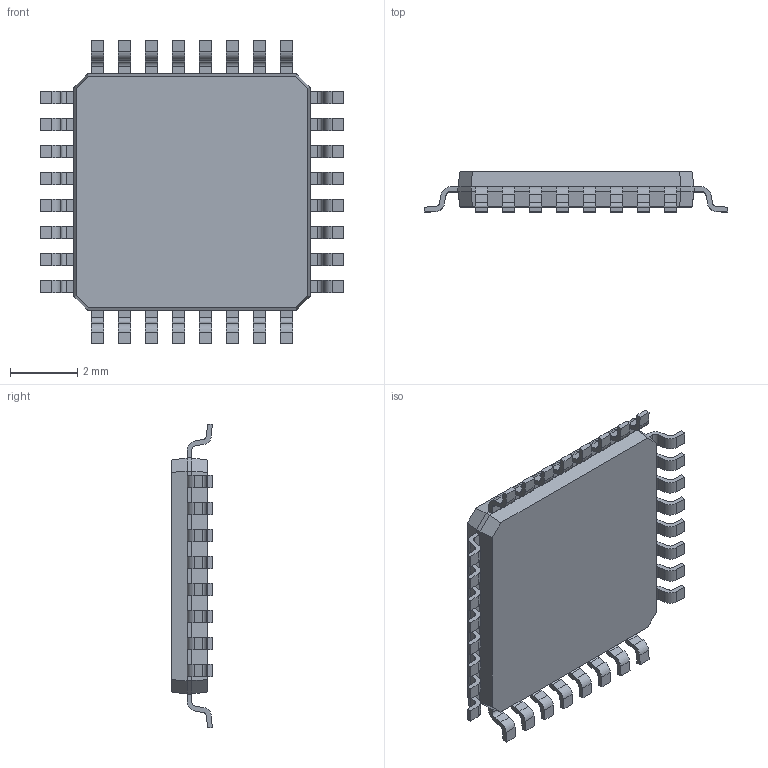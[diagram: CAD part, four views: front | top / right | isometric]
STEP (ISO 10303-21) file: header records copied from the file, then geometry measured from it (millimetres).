
FILE_DESCRIPTION (( 'STEP AP214' ), '1' );
FILE_NAME ('PJT32.STEP', '2020-08-12T02:19:03', ( '' ), ( '' ), 'SwSTEP 2.0', 'SolidWorks 2017', '' );
FILE_SCHEMA (( 'AUTOMOTIVE_DESIGN' ));
Length unit declared in the file: millimetre
Products named in the file (1): PJT32
Bounding box: 9 x 1.2 x 9 mm (x, y, z)
Volume: 52.7 mm3; surface area: 172.2 mm2
Topology: 34 solids, 34 shells, 481 faces, 1220 edges, 808 vertices
Faces by surface type: plane 349, cylinder 132
Entity records: 15104 total; most frequent: CARTESIAN_POINT 2510, DIRECTION 2448, ORIENTED_EDGE 2440, EDGE_CURVE 1220, VECTOR 956, LINE 956, VERTEX_POINT 808, AXIS2_PLACEMENT_3D 746
